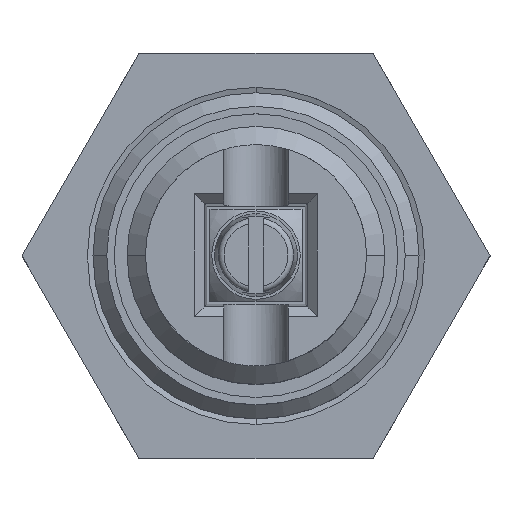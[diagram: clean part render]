
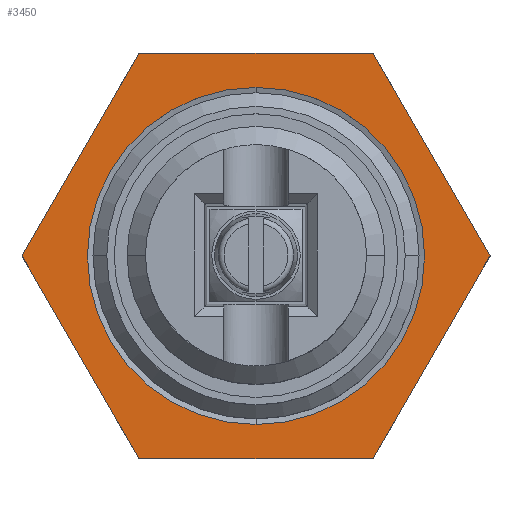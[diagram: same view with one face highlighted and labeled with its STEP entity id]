
A CAD part, top view. The second image highlights one B-rep face of the part: STEP entity #3450.
In plain terms, the highlighted planar face has unit normal (0, 0, 1).
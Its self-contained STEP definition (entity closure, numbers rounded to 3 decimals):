
#949=DIRECTION('',(-0.5,-0.866,0.));
#950=VECTOR('',#949,12.702);
#951=CARTESIAN_POINT('',(12.702,0.,-29.2));
#952=LINE('',#951,#950);
#953=DIRECTION('',(-1.,0.,0.));
#954=VECTOR('',#953,12.702);
#955=CARTESIAN_POINT('',(6.351,-11.,-29.2));
#956=LINE('',#955,#954);
#957=DIRECTION('',(-0.5,0.866,0.));
#958=VECTOR('',#957,12.702);
#959=CARTESIAN_POINT('',(-6.351,-11.,-29.2));
#960=LINE('',#959,#958);
#961=DIRECTION('',(0.5,0.866,0.));
#962=VECTOR('',#961,12.702);
#963=CARTESIAN_POINT('',(-12.702,0.,-29.2));
#964=LINE('',#963,#962);
#965=DIRECTION('',(1.,0.,0.));
#966=VECTOR('',#965,12.702);
#967=CARTESIAN_POINT('',(-6.351,11.,-29.2));
#968=LINE('',#967,#966);
#969=DIRECTION('',(0.5,-0.866,0.));
#970=VECTOR('',#969,12.702);
#971=CARTESIAN_POINT('',(6.351,11.,-29.2));
#972=LINE('',#971,#970);
#973=CARTESIAN_POINT('',(0.,0.,-29.2));
#974=DIRECTION('',(0.,0.,-1.));
#975=DIRECTION('',(0.,-1.,0.));
#976=AXIS2_PLACEMENT_3D('',#973,#974,#975);
#978=CARTESIAN_POINT('',(0.,0.,-29.2));
#979=DIRECTION('',(0.,0.,-1.));
#980=DIRECTION('',(0.,1.,0.));
#981=AXIS2_PLACEMENT_3D('',#978,#979,#980);
#2121=CARTESIAN_POINT('',(12.702,0.,-29.2));
#2122=CARTESIAN_POINT('',(6.351,-11.,-29.2));
#2123=VERTEX_POINT('',#2121);
#2124=VERTEX_POINT('',#2122);
#2125=CARTESIAN_POINT('',(-6.351,-11.,-29.2));
#2126=VERTEX_POINT('',#2125);
#2127=CARTESIAN_POINT('',(-12.702,0.,-29.2));
#2128=VERTEX_POINT('',#2127);
#2129=CARTESIAN_POINT('',(-6.351,11.,-29.2));
#2130=VERTEX_POINT('',#2129);
#2131=CARTESIAN_POINT('',(6.351,11.,-29.2));
#2132=VERTEX_POINT('',#2131);
#2163=CARTESIAN_POINT('',(0.,-9.15,-29.2));
#2164=CARTESIAN_POINT('',(0.,9.15,-29.2));
#2165=VERTEX_POINT('',#2163);
#2166=VERTEX_POINT('',#2164);
#3426=CARTESIAN_POINT('',(0.,0.,-29.2));
#3427=DIRECTION('',(0.,0.,-1.));
#3428=DIRECTION('',(0.,1.,0.));
#3429=AXIS2_PLACEMENT_3D('',#3426,#3427,#3428);
#3430=PLANE('',#3429);
#3432=ORIENTED_EDGE('',*,*,#3431,.T.);
#3434=ORIENTED_EDGE('',*,*,#3433,.T.);
#3436=ORIENTED_EDGE('',*,*,#3435,.T.);
#3438=ORIENTED_EDGE('',*,*,#3437,.T.);
#3440=ORIENTED_EDGE('',*,*,#3439,.T.);
#3442=ORIENTED_EDGE('',*,*,#3441,.T.);
#3443=EDGE_LOOP('',(#3432,#3434,#3436,#3438,#3440,#3442));
#3444=FACE_OUTER_BOUND('',#3443,.F.);
#3446=ORIENTED_EDGE('',*,*,#3445,.F.);
#3447=ORIENTED_EDGE('',*,*,#3416,.F.);
#3448=EDGE_LOOP('',(#3446,#3447));
#3449=FACE_BOUND('',#3448,.F.);
#3450=ADVANCED_FACE('',(#3444,#3449),#3430,.F.);
#977=CIRCLE('',#976,9.15);
#982=CIRCLE('',#981,9.15);
#3416=EDGE_CURVE('',#2166,#2165,#982,.T.);
#3431=EDGE_CURVE('',#2123,#2124,#952,.T.);
#3433=EDGE_CURVE('',#2124,#2126,#956,.T.);
#3435=EDGE_CURVE('',#2126,#2128,#960,.T.);
#3437=EDGE_CURVE('',#2128,#2130,#964,.T.);
#3439=EDGE_CURVE('',#2130,#2132,#968,.T.);
#3441=EDGE_CURVE('',#2132,#2123,#972,.T.);
#3445=EDGE_CURVE('',#2165,#2166,#977,.T.);
